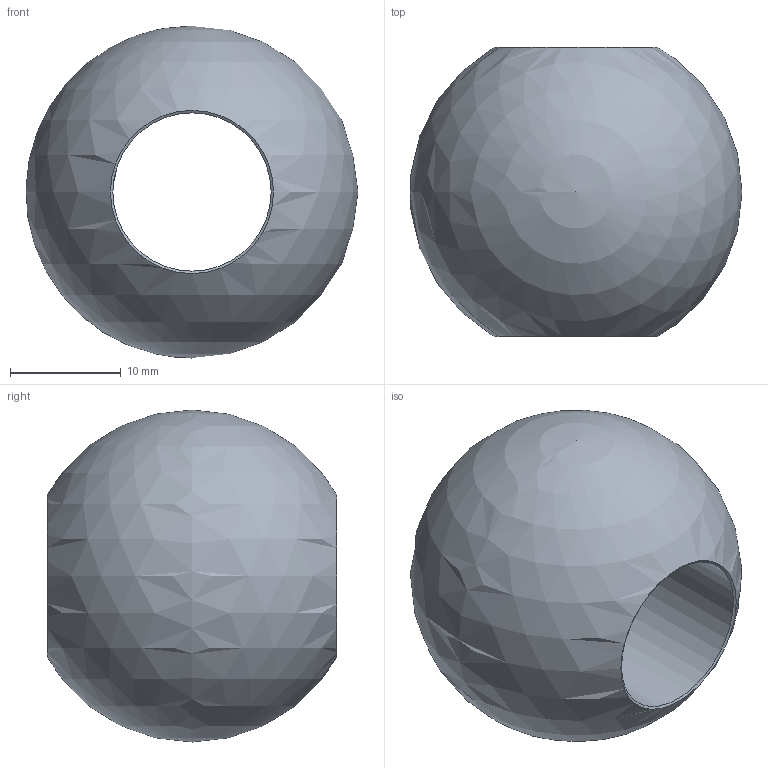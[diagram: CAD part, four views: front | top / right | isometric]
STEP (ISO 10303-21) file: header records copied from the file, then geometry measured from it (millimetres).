
FILE_DESCRIPTION (( 'STEP AP203' ), '1' );
FILE_NAME ('3573-D14.step', '2020-02-04T09:52:52', ( '' ), ( '' ), 'SwSTEP 2.0', 'SolidWorks 2015', '' );
FILE_SCHEMA (( 'CONFIG_CONTROL_DESIGN' ));
Length unit declared in the file: millimetre
Products named in the file (2): 3573-D14
Bounding box: 29.99 x 26.13 x 30 mm (x, y, z)
Volume: 9601.4 mm3; surface area: 3651.8 mm2
Topology: 1 solids, 1 shells, 217 faces, 587 edges, 391 vertices
Faces by surface type: plane 101, bspline 91, cylinder 22, cone 2, sphere 1
Full cylindrical faces by diameter (mm): 14.3 x1
Entity records: 10392 total; most frequent: CARTESIAN_POINT 5391, ORIENTED_EDGE 1160, DIRECTION 730, EDGE_CURVE 580, VERTEX_POINT 388, LINE 286, VECTOR 286, EDGE_LOOP 242
